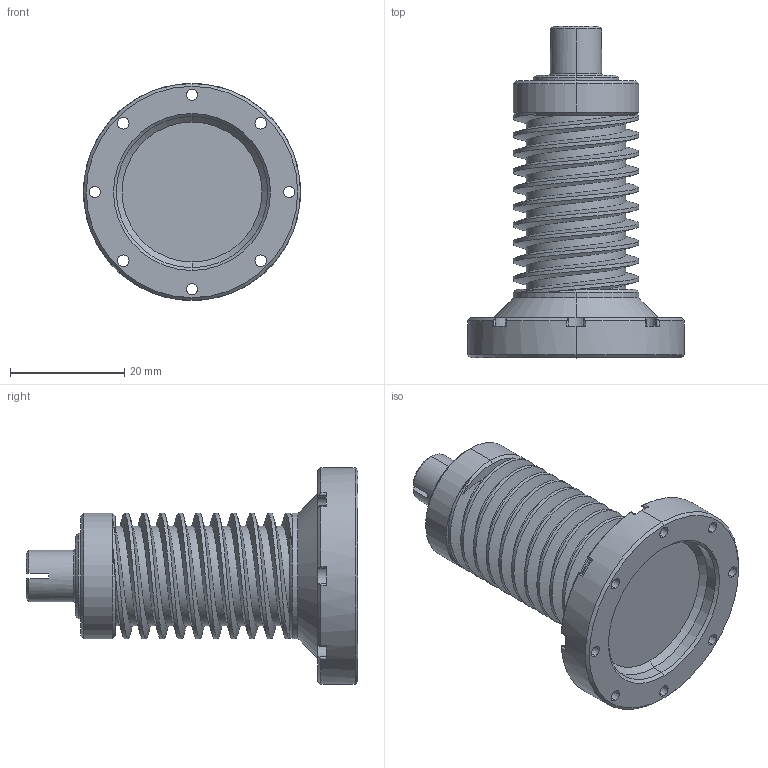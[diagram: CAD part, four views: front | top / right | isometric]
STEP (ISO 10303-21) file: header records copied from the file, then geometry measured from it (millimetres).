
FILE_DESCRIPTION (( 'STEP AP203' ), '1' );
FILE_NAME ('恘裝-薊粣.STEP', '2025-02-25T11:44:53', ( '' ), ( '' ), 'SwSTEP 2.0', 'SolidWorks 2021', '' );
FILE_SCHEMA (( 'CONFIG_CONTROL_DESIGN' ));
Length unit declared in the file: millimetre
Products named in the file (1): 恘裝-薊粣
Bounding box: 38 x 58.1 x 38 mm (x, y, z)
Volume: 19896.8 mm3; surface area: 8657.7 mm2
Topology: 1 solids, 1 shells, 124 faces, 335 edges, 217 vertices
Faces by surface type: cylinder 65, cone 27, plane 22, bspline 8, torus 2
Entity records: 9883 total; most frequent: CARTESIAN_POINT 6647, DIRECTION 686, ORIENTED_EDGE 670, EDGE_CURVE 335, AXIS2_PLACEMENT_3D 294, VERTEX_POINT 217, CIRCLE 177, EDGE_LOOP 144
